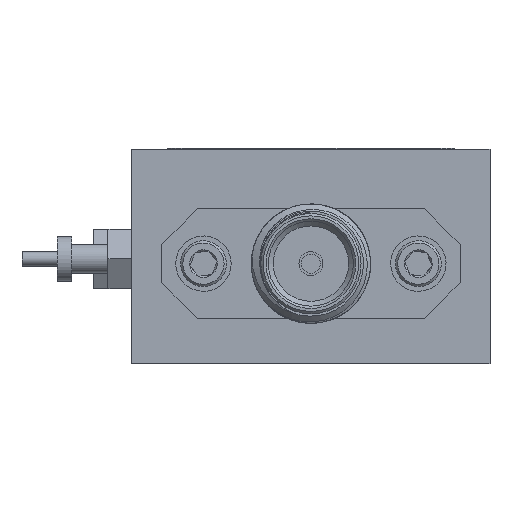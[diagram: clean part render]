
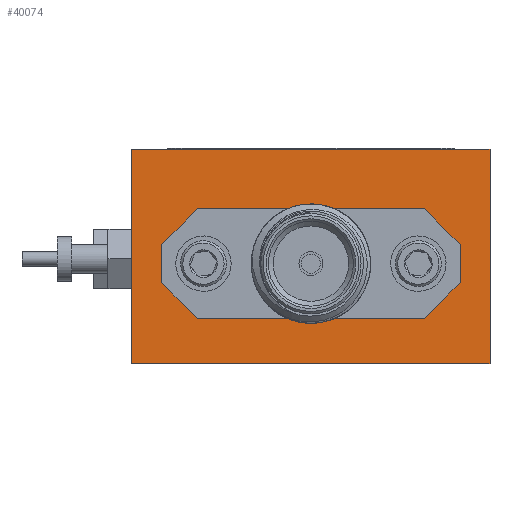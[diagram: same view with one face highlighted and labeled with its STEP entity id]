
A CAD part, left-side view. The second image highlights one B-rep face of the part: STEP entity #40074.
In plain terms, the highlighted planar face has unit normal (-1, 0, 0).
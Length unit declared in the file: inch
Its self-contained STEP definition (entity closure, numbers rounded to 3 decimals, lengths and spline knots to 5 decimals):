
#1214 = LINE ( 'NONE', #4251, #20277 ) ;
#1218 = VERTEX_POINT ( 'NONE', #38109 ) ;
#4251 = CARTESIAN_POINT ( 'NONE',  ( -0.5, 0.375, 0.225 ) ) ;
#4416 = CARTESIAN_POINT ( 'NONE',  ( -0.5, -0.375, 0.225 ) ) ;
#4835 = ORIENTED_EDGE ( 'NONE', *, *, #47012, .T. ) ;
#4898 = CARTESIAN_POINT ( 'NONE',  ( -0.5, -0.375, 0.225 ) ) ;
#6895 = DIRECTION ( 'NONE',  ( 0., -1., 0. ) ) ;
#7245 = ORIENTED_EDGE ( 'NONE', *, *, #18989, .T. ) ;
#11859 = DIRECTION ( 'NONE',  ( 0., 0., -1. ) ) ;
#12246 = VERTEX_POINT ( 'NONE', #29978 ) ;
#14289 = LINE ( 'NONE', #4898, #33478 ) ;
#14995 = ORIENTED_EDGE ( 'NONE', *, *, #47080, .F. ) ;
#16001 = EDGE_LOOP ( 'NONE', ( #7245, #32010, #14995, #4835 ) ) ;
#16677 = VECTOR ( 'NONE', #42716, 39.37008 ) ;
#18115 = VERTEX_POINT ( 'NONE', #34485 ) ;
#18762 = AXIS2_PLACEMENT_3D ( 'NONE', #36035, #39715, #43602 ) ;
#18989 = EDGE_CURVE ( 'NONE', #12246, #1218, #43047, .T. ) ;
#20276 = PLANE ( 'NONE',  #18762 ) ;
#20277 = VECTOR ( 'NONE', #11859, 39.37008 ) ;
#22607 = VECTOR ( 'NONE', #6895, 39.37008 ) ;
#23728 = DIRECTION ( 'NONE',  ( 0., 0., -1. ) ) ;
#26270 = LINE ( 'NONE', #4416, #16677 ) ;
#26686 = FACE_OUTER_BOUND ( 'NONE', #16001, .T. ) ;
#29978 = CARTESIAN_POINT ( 'NONE',  ( -0.5, 0.375, -0.225 ) ) ;
#31930 = VERTEX_POINT ( 'NONE', #47834 ) ;
#32010 = ORIENTED_EDGE ( 'NONE', *, *, #35753, .F. ) ;
#33478 = VECTOR ( 'NONE', #23728, 39.37008 ) ;
#34485 = CARTESIAN_POINT ( 'NONE',  ( -0.5, 0.375, 0.225 ) ) ;
#35753 = EDGE_CURVE ( 'NONE', #31930, #1218, #14289, .T. ) ;
#36035 = CARTESIAN_POINT ( 'NONE',  ( -0.5, -0.375, 0.225 ) ) ;
#38109 = CARTESIAN_POINT ( 'NONE',  ( -0.5, -0.375, -0.225 ) ) ;
#39715 = DIRECTION ( 'NONE',  ( 1., 0., 0. ) ) ;
#40074 = ADVANCED_FACE ( 'NONE', ( #26686 ), #20276, .F. ) ;
#42716 = DIRECTION ( 'NONE',  ( 0., -1., 0. ) ) ;
#43047 = LINE ( 'NONE', #49072, #22607 ) ;
#43602 = DIRECTION ( 'NONE',  ( 0., 0., -1. ) ) ;
#47012 = EDGE_CURVE ( 'NONE', #18115, #12246, #1214, .T. ) ;
#47080 = EDGE_CURVE ( 'NONE', #18115, #31930, #26270, .T. ) ;
#47834 = CARTESIAN_POINT ( 'NONE',  ( -0.5, -0.375, 0.225 ) ) ;
#49072 = CARTESIAN_POINT ( 'NONE',  ( -0.5, -0.375, -0.225 ) ) ;
